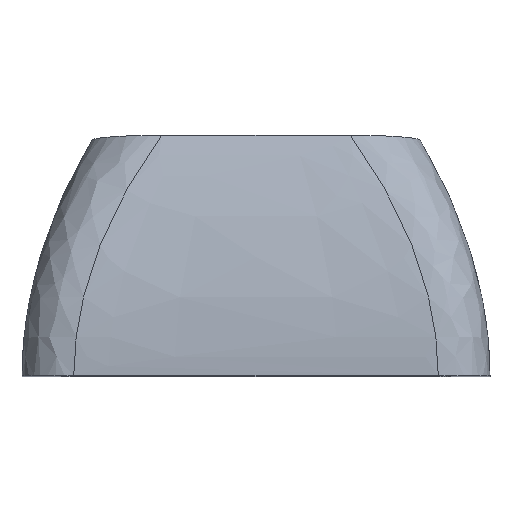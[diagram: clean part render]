
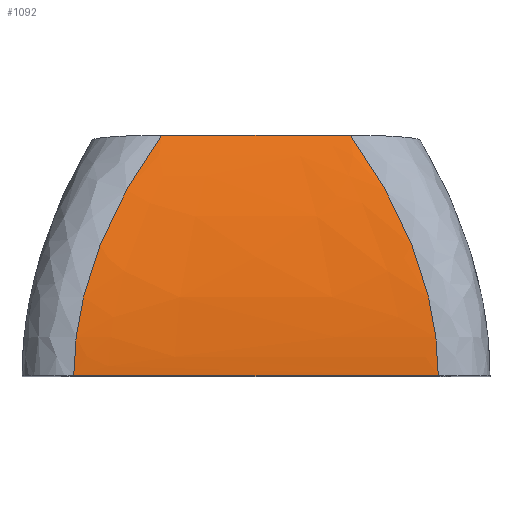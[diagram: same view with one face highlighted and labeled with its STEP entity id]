
A CAD part, top view. The second image highlights one B-rep face of the part: STEP entity #1092.
In plain terms, the highlighted free-form (B-spline) face has degree [3, 3] with [4, 4] control points.
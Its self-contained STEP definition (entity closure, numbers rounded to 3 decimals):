
#45=B_SPLINE_SURFACE_WITH_KNOTS('',3,3,((#2166,#2167,#2168,#2169),(#2170,
#2171,#2172,#2173),(#2174,#2175,#2176,#2177),(#2178,#2179,#2180,#2181)),
 .UNSPECIFIED.,.F.,.F.,.F.,(4,4),(4,4),(0.,1.),(0.,1.),.UNSPECIFIED.);
#76=B_SPLINE_CURVE_WITH_KNOTS('',3,(#2030,#2031,#2032,#2033),
 .UNSPECIFIED.,.F.,.F.,(4,4),(0.,1.),.UNSPECIFIED.);
#82=B_SPLINE_CURVE_WITH_KNOTS('',3,(#2162,#2163,#2164,#2165),
 .UNSPECIFIED.,.F.,.F.,(4,4),(0.,1.),.UNSPECIFIED.);
#111=FACE_OUTER_BOUND('',#174,.T.);
#174=EDGE_LOOP('',(#855,#856,#857,#858));
#241=LINE('',#1988,#356);
#242=LINE('',#1994,#357);
#356=VECTOR('',#1262,10.);
#357=VECTOR('',#1267,10.);
#474=VERTEX_POINT('',#1973);
#481=VERTEX_POINT('',#1986);
#482=VERTEX_POINT('',#1990);
#484=VERTEX_POINT('',#1993);
#605=EDGE_CURVE('',#481,#474,#241,.T.);
#607=EDGE_CURVE('',#484,#482,#242,.T.);
#615=EDGE_CURVE('',#482,#474,#76,.T.);
#621=EDGE_CURVE('',#484,#481,#82,.T.);
#855=ORIENTED_EDGE('',*,*,#607,.T.);
#856=ORIENTED_EDGE('',*,*,#615,.T.);
#857=ORIENTED_EDGE('',*,*,#605,.F.);
#858=ORIENTED_EDGE('',*,*,#621,.F.);
#1092=ADVANCED_FACE('',(#111),#45,.T.);
#1262=DIRECTION('',(-1.,0.,0.));
#1267=DIRECTION('',(-1.,0.,0.));
#1973=CARTESIAN_POINT('',(2.,0.,18.1));
#1986=CARTESIAN_POINT('',(16.1,0.,18.1));
#1988=CARTESIAN_POINT('',(16.1,0.,18.1));
#1990=CARTESIAN_POINT('',(5.4,9.309,15.363));
#1993=CARTESIAN_POINT('',(12.7,9.309,15.363));
#1994=CARTESIAN_POINT('',(12.7,9.309,15.363));
#2030=CARTESIAN_POINT('Ctrl Pts',(5.4,9.309,15.363));
#2031=CARTESIAN_POINT('Ctrl Pts',(3.133,6.206,17.188));
#2032=CARTESIAN_POINT('Ctrl Pts',(2.,2.956,18.1));
#2033=CARTESIAN_POINT('Ctrl Pts',(2.,0.,18.1));
#2162=CARTESIAN_POINT('Ctrl Pts',(12.7,9.309,15.363));
#2163=CARTESIAN_POINT('Ctrl Pts',(14.967,6.206,17.188));
#2164=CARTESIAN_POINT('Ctrl Pts',(16.1,2.956,18.1));
#2165=CARTESIAN_POINT('Ctrl Pts',(16.1,0.,18.1));
#2166=CARTESIAN_POINT('Ctrl Pts',(12.7,9.309,15.363));
#2167=CARTESIAN_POINT('Ctrl Pts',(14.967,6.206,17.188));
#2168=CARTESIAN_POINT('Ctrl Pts',(16.1,2.956,18.1));
#2169=CARTESIAN_POINT('Ctrl Pts',(16.1,0.,18.1));
#2170=CARTESIAN_POINT('Ctrl Pts',(11.286,9.309,15.363));
#2171=CARTESIAN_POINT('Ctrl Pts',(13.336,6.206,17.149));
#2172=CARTESIAN_POINT('Ctrl Pts',(15.053,2.956,18.1));
#2173=CARTESIAN_POINT('Ctrl Pts',(15.053,0.,
18.1));
#2174=CARTESIAN_POINT('Ctrl Pts',(6.814,9.309,15.363));
#2175=CARTESIAN_POINT('Ctrl Pts',(4.764,6.206,17.149));
#2176=CARTESIAN_POINT('Ctrl Pts',(3.047,2.956,18.1));
#2177=CARTESIAN_POINT('Ctrl Pts',(3.047,0.,
18.1));
#2178=CARTESIAN_POINT('Ctrl Pts',(5.4,9.309,15.363));
#2179=CARTESIAN_POINT('Ctrl Pts',(3.133,6.206,17.188));
#2180=CARTESIAN_POINT('Ctrl Pts',(2.,2.956,18.1));
#2181=CARTESIAN_POINT('Ctrl Pts',(2.,0.,18.1));
